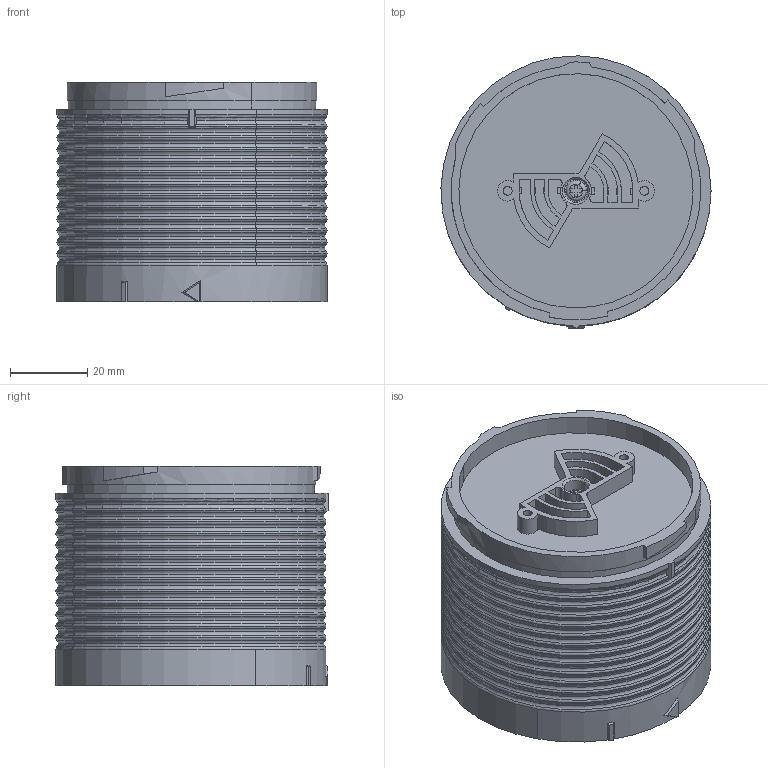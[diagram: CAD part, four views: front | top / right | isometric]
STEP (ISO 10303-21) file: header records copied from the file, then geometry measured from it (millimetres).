
FILE_DESCRIPTION (( 'STEP AP203' ), '1' );
FILE_NAME ('MODULE-MG70-R,A,G,B,W-24.STEP', '2020-12-29T02:19:21', ( '' ), ( '' ), 'SwSTEP 2.0', 'SolidWorks 2019', '' );
FILE_SCHEMA (( 'CONFIG_CONTROL_DESIGN' ));
Length unit declared in the file: millimetre
Products named in the file (5): M3x6 PEACE BOLT; QTG70 PCB BRACKET; QTR60 LED PCB REV1; QTG70 GLOBE; MODULE-MG70-R,A,G,B,W-24
Assembly tree (5 placements, depth 2):
  MODULE-MG70-R,A,G,B,W-24
    QTG70 GLOBE
    QTG70 PCB BRACKET
    QTR60 LED PCB REV1
    M3x6 PEACE BOLT  x2
Bounding box: 69.99 x 70.52 x 57 mm (x, y, z)
Volume: 172207.7 mm3; surface area: 36792.4 mm2
Topology: 5 solids, 5 shells, 842 faces, 2213 edges, 1404 vertices
Faces by surface type: plane 461, torus 172, cylinder 158, bspline 33, cone 18
Entity records: 26540 total; most frequent: CARTESIAN_POINT 5685, ORIENTED_EDGE 4286, DIRECTION 4237, EDGE_CURVE 2143, AXIS2_PLACEMENT_3D 1452, VERTEX_POINT 1360, VECTOR 1333, LINE 1333
